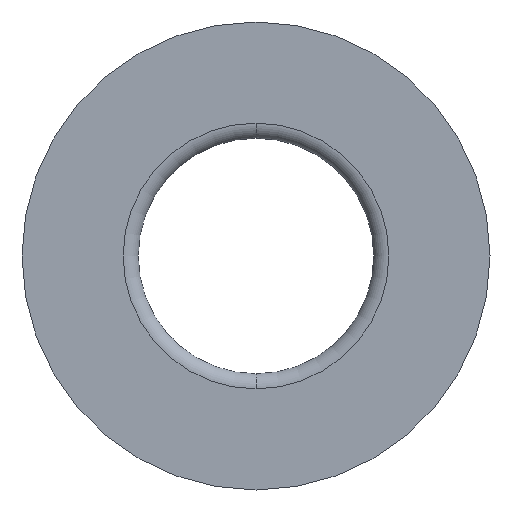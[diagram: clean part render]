
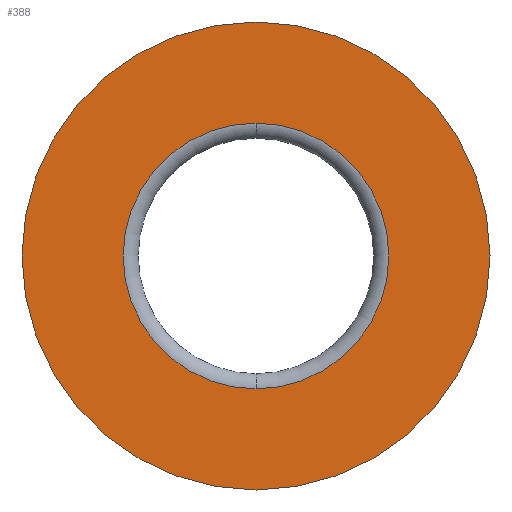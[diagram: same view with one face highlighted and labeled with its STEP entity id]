
A CAD part, front view. The second image highlights one B-rep face of the part: STEP entity #388.
In plain terms, the highlighted planar face has unit normal (0, -1, 0).
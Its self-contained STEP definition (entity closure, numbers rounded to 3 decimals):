
#2 = DIRECTION ( 'NONE',  ( 0., 0., 1. ) ) ;
#30 = EDGE_LOOP ( 'NONE', ( #192, #352 ) ) ;
#43 = DIRECTION ( 'NONE',  ( 0., 0., 1. ) ) ;
#51 = CARTESIAN_POINT ( 'NONE',  ( 0., 0., 0. ) ) ;
#54 = CARTESIAN_POINT ( 'NONE',  ( -44., 0., 0. ) ) ;
#60 = EDGE_LOOP ( 'NONE', ( #155, #190 ) ) ;
#72 = CARTESIAN_POINT ( 'NONE',  ( 0., 0., 24.978 ) ) ;
#80 = VERTEX_POINT ( 'NONE', #302 ) ;
#85 = DIRECTION ( 'NONE',  ( 0., 1., 0. ) ) ;
#88 = CARTESIAN_POINT ( 'NONE',  ( 0., 0., 44. ) ) ;
#106 = AXIS2_PLACEMENT_3D ( 'NONE', #237, #199, #2 ) ;
#111 = CARTESIAN_POINT ( 'NONE',  ( 0., 0., 0. ) ) ;
#119 = EDGE_CURVE ( 'NONE', #161, #359, #130, .T. ) ;
#130 = CIRCLE ( 'NONE', #106, 24.978 ) ;
#133 = FACE_BOUND ( 'NONE', #60, .T. ) ;
#153 = AXIS2_PLACEMENT_3D ( 'NONE', #54, #288, #351 ) ;
#155 = ORIENTED_EDGE ( 'NONE', *, *, #119, .T. ) ;
#156 = DIRECTION ( 'NONE',  ( 0., 0., 1. ) ) ;
#158 = PLANE ( 'NONE',  #153 ) ;
#160 = DIRECTION ( 'NONE',  ( 0., 1., 0. ) ) ;
#161 = VERTEX_POINT ( 'NONE', #72 ) ;
#175 = CIRCLE ( 'NONE', #341, 24.978 ) ;
#189 = CIRCLE ( 'NONE', #264, 44. ) ;
#190 = ORIENTED_EDGE ( 'NONE', *, *, #370, .T. ) ;
#192 = ORIENTED_EDGE ( 'NONE', *, *, #360, .F. ) ;
#199 = DIRECTION ( 'NONE',  ( 0., 1., 0. ) ) ;
#211 = CARTESIAN_POINT ( 'NONE',  ( 0., 0., 0. ) ) ;
#237 = CARTESIAN_POINT ( 'NONE',  ( 0., 0., 0. ) ) ;
#242 = DIRECTION ( 'NONE',  ( 0., 1., 0. ) ) ;
#252 = EDGE_CURVE ( 'NONE', #80, #383, #189, .T. ) ;
#264 = AXIS2_PLACEMENT_3D ( 'NONE', #211, #242, #43 ) ;
#288 = DIRECTION ( 'NONE',  ( 0., -1., 0. ) ) ;
#290 = FACE_OUTER_BOUND ( 'NONE', #30, .T. ) ;
#302 = CARTESIAN_POINT ( 'NONE',  ( 0., 0., -44. ) ) ;
#341 = AXIS2_PLACEMENT_3D ( 'NONE', #51, #160, #156 ) ;
#351 = DIRECTION ( 'NONE',  ( 0., 0., -1. ) ) ;
#352 = ORIENTED_EDGE ( 'NONE', *, *, #252, .F. ) ;
#359 = VERTEX_POINT ( 'NONE', #385 ) ;
#360 = EDGE_CURVE ( 'NONE', #383, #80, #377, .T. ) ;
#370 = EDGE_CURVE ( 'NONE', #359, #161, #175, .T. ) ;
#376 = DIRECTION ( 'NONE',  ( 0., 0., 1. ) ) ;
#377 = CIRCLE ( 'NONE', #384, 44. ) ;
#383 = VERTEX_POINT ( 'NONE', #88 ) ;
#384 = AXIS2_PLACEMENT_3D ( 'NONE', #111, #85, #376 ) ;
#385 = CARTESIAN_POINT ( 'NONE',  ( 0., 0., -24.978 ) ) ;
#388 = ADVANCED_FACE ( 'NONE', ( #133, #290 ), #158, .T. ) ;
